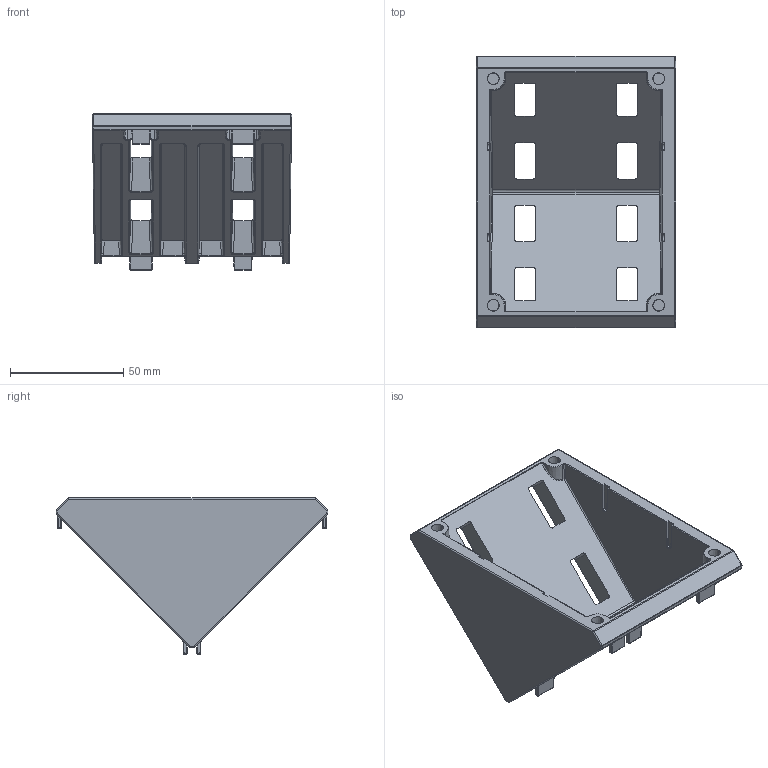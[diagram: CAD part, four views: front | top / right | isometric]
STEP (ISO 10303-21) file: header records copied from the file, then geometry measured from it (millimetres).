
FILE_DESCRIPTION (( 'STEP AP203' ), '1' );
FILE_NAME ('310.2500A.STEP', '2024-10-29T08:18:30', ( '' ), ( '' ), 'SwSTEP 2.0', 'SolidWorks 2021', '' );
FILE_SCHEMA (( 'CONFIG_CONTROL_DESIGN' ));
Length unit declared in the file: millimetre
Products named in the file (1): 310.2500A
Bounding box: 87.99 x 120 x 68.9 mm (x, y, z)
Volume: 126445.9 mm3; surface area: 51762.5 mm2
Topology: 1 solids, 1 shells, 771 faces, 2243 edges, 1464 vertices
Faces by surface type: cylinder 329, plane 178, bspline 167, sphere 81, cone 12, torus 4
Entity records: 43887 total; most frequent: CARTESIAN_POINT 26812, ORIENTED_EDGE 4444, EDGE_CURVE 2222, DIRECTION 2136, VERTEX_POINT 1458, B_SPLINE_CURVE_WITH_KNOTS 1389, EDGE_LOOP 792, FACE_OUTER_BOUND 771
